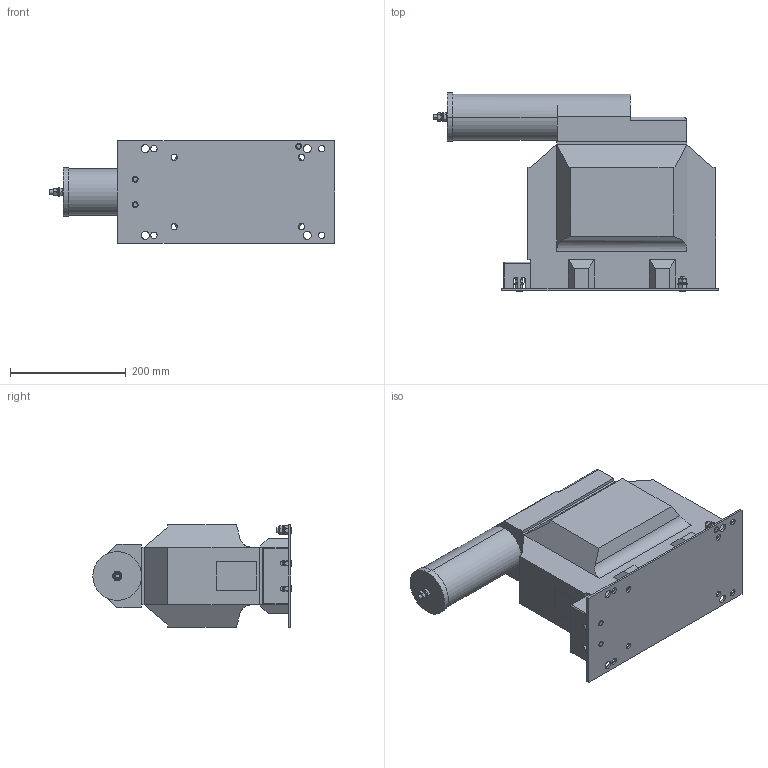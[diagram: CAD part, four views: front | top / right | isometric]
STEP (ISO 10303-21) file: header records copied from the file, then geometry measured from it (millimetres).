
FILE_DESCRIPTION (( 'STEP AP214' ), '1' );
FILE_NAME ('ﾍﾈﾎﾋ-ﾑﾒ-3-1ﾌﾏ_ﾍﾈﾎﾋ-ﾑﾒ-6-1ﾌﾏ_ﾍﾈﾎﾋ-ﾑﾒ-10-1ﾌﾏ.STEP', '2023-08-10T18:29:08', ( '' ), ( '' ), 'SwSTEP 2.0', 'SolidWorks 2019', '' );
FILE_SCHEMA (( 'AUTOMOTIVE_DESIGN' ));
Length unit declared in the file: millimetre
Products named in the file (1): 虯恂-旂-3-1昑_虯恂-旂-6-1昑_虯恂-旂-10-1昑
Bounding box: 493.5 x 342.6 x 178 mm (x, y, z)
Volume: 12957973.3 mm3; surface area: 505585.1 mm2
Topology: 33 solids, 33 shells, 904 faces, 2319 edges, 1508 vertices
Faces by surface type: plane 494, cylinder 191, cone 127, bspline 72, torus 14, sphere 6
Entity records: 41314 total; most frequent: CARTESIAN_POINT 9457, ORIENTED_EDGE 4626, DIRECTION 4211, EDGE_CURVE 2313, VERTEX_POINT 1508, AXIS2_PLACEMENT_3D 1481, LINE 1249, VECTOR 1249
